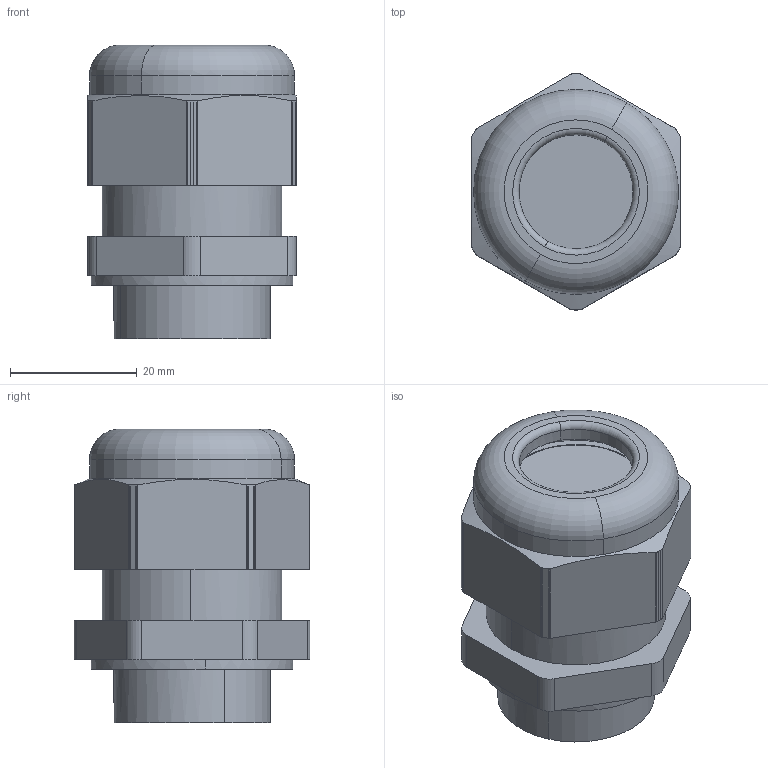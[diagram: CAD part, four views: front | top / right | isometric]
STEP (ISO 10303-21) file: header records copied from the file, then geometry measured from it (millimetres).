
FILE_DESCRIPTION(('CATIA V5R24 STEP','CAx-IF Rec.Pracs.--- Model Styling and Organization---1.2---2011-12-15'),'2;1');
FILE_NAME ('D1452104_0_1461070000_1461070000.stp','2018-03-15T07:54:06+00:00',('none'),('Weidmueller'),'CATIA Version 5-6 Release 2014 SP4 HF52','CATIA V5 STEP AP214','none');
FILE_SCHEMA(('AUTOMOTIVE_DESIGN { 1 0 10303 214 1 1 1 1 }'));
Length unit declared in the file: millimetre
Products named in the file (1): 1461070000_VG_M25_EXI_BL
Bounding box: 33 x 37.29 x 46.43 mm (x, y, z)
Volume: 22768.9 mm3; surface area: 16120.7 mm2
Topology: 5 solids, 5 shells, 103 faces, 254 edges, 165 vertices
Faces by surface type: cylinder 59, plane 32, torus 8, cone 4
Entity records: 3428 total; most frequent: CARTESIAN_POINT 975, ORIENTED_EDGE 508, DIRECTION 387, EDGE_CURVE 254, AXIS2_PLACEMENT_3D 191, VERTEX_POINT 165, EDGE_LOOP 115, VECTOR 106
